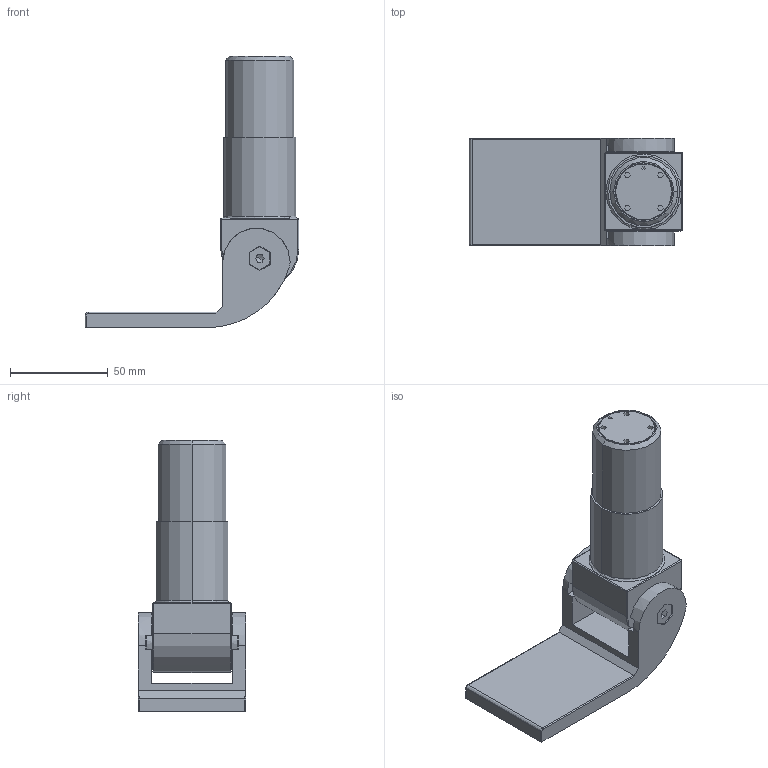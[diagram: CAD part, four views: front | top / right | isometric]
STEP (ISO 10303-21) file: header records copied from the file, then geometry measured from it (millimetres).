
FILE_DESCRIPTION (( 'STEP AP203' ), '1' );
FILE_NAME ('181-108-AT90-W.STEP', '2021-04-12T11:58:42', ( '' ), ( '' ), 'SwSTEP 2.0', 'SolidWorks 2018', '' );
FILE_SCHEMA (( 'CONFIG_CONTROL_DESIGN' ));
Length unit declared in the file: millimetre
Products named in the file (9): DIN-7991 M3-M10; 181-108-AT90-W; DIN-7991 M3-M10_DIN7991 M6x14; Teil1_181-108-AT90-W Teil1; Teil1; Teil2; Teil2_181-108-AT90-W Teil2
Assembly tree (6 placements, depth 2):
  181-108-AT90-W
    DIN-7991 M3-M10
    DIN-7991 M3-M10
  181-108-AT90-W
    Teil1_181-108-AT90-W Teil1
    Teil2_181-108-AT90-W Teil2
    DIN-7991 M3-M10_DIN7991 M6x14  x2
  Teil1
  Teil2
Bounding box: 109.5 x 55 x 139 mm (x, y, z)
Volume: 191591.8 mm3; surface area: 38740.5 mm2
Topology: 6 solids, 6 shells, 578 faces, 1411 edges, 895 vertices
Faces by surface type: plane 287, bspline 129, cylinder 90, cone 38, torus 30, sphere 4
Entity records: 23914 total; most frequent: CARTESIAN_POINT 10706, ORIENTED_EDGE 2690, DIRECTION 2223, EDGE_CURVE 1345, VERTEX_POINT 862, VECTOR 821, LINE 821, AXIS2_PLACEMENT_3D 701
